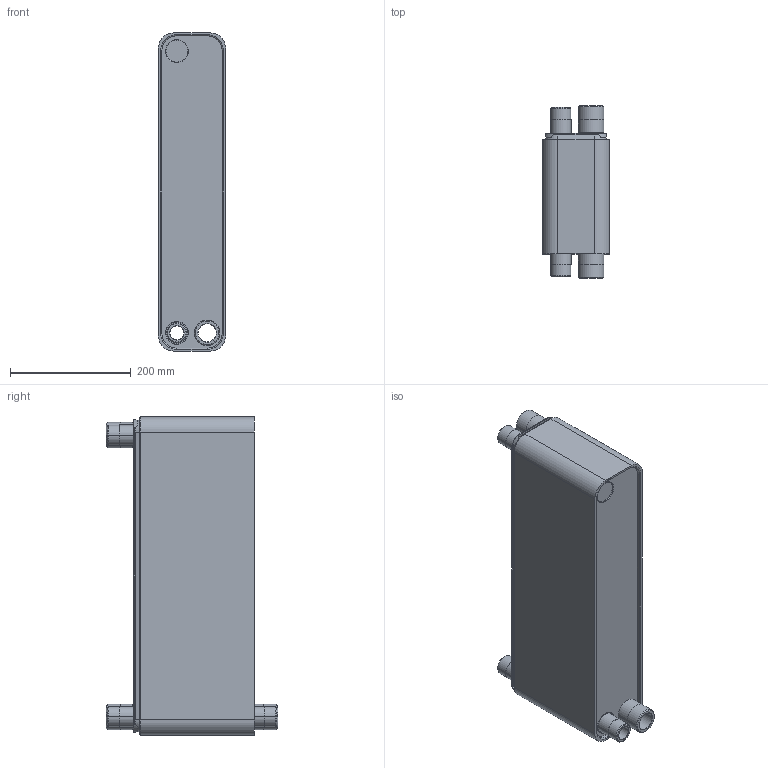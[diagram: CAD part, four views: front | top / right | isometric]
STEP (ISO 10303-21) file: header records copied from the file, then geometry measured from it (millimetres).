
FILE_DESCRIPTION((''),'2;1');
FILE_NAME('AN52_80L_3287051201_ASM','2012-06-06T',('CNSHLGO'),(''),'PRO/ENGINEER BY PARAMETRIC TECHNOLOGY CORPORATION, 2007390','PRO/ENGINEER BY PARAMETRIC TECHNOLOGY CORPORATION, 2007390','');
FILE_SCHEMA(('CONFIG_CONTROL_DESIGN'));
Length unit declared in the file: millimetre
Products named in the file (6): CB52_80H_CH_BLOCK; AN52_FP_S1S2_32_S3S4_25; CB52_PP_T1_32_T4_25; V24_ISO_228-1; V22_ISO_228-1; AN52_80L_3287051201_ASM
Assembly tree (9 placements, depth 2):
  AN52_80L_3287051201_ASM
    CB52_80H_CH_BLOCK
    AN52_FP_S1S2_32_S3S4_25
    CB52_PP_T1_32_T4_25
    V24_ISO_228-1  x3
    V22_ISO_228-1  x3
Bounding box: 111 x 283.7 x 526 mm (x, y, z)
Volume: 10697832.2 mm3; surface area: 703511.4 mm2
Topology: 9 solids, 9 shells, 370 faces, 804 edges, 484 vertices
Faces by surface type: cylinder 128, torus 100, plane 78, cone 64
Entity records: 7980 total; most frequent: CARTESIAN_POINT 1528, DIRECTION 1510, ORIENTED_EDGE 1208, AXIS2_PLACEMENT_3D 661, EDGE_CURVE 604, CIRCLE 376, VERTEX_POINT 364, EDGE_LOOP 314
